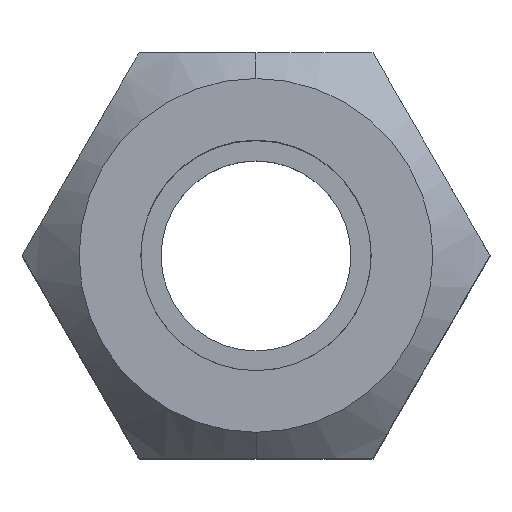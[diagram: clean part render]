
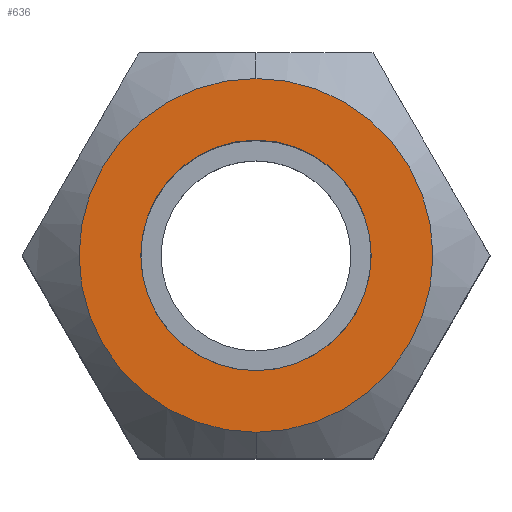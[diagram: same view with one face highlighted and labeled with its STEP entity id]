
A CAD part, top view. The second image highlights one B-rep face of the part: STEP entity #636.
In plain terms, the highlighted face is planar.
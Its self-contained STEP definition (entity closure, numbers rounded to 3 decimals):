
#543 = VERTEX_POINT ( 'NONE', #1837 ) ;
#544 = VERTEX_POINT ( 'NONE', #1821 ) ;
#556 = EDGE_CURVE ( 'NONE', #543, #544, #1853, .T. ) ;
#594 = EDGE_CURVE ( 'NONE', #595, #596, #1966, .T. ) ;
#595 = VERTEX_POINT ( 'NONE', #1957 ) ;
#596 = VERTEX_POINT ( 'NONE', #1956 ) ;
#636 = ADVANCED_FACE ( 'NONE', ( #2036, #2035 ), #2034, .F. ) ;
#637 = EDGE_LOOP ( 'NONE', ( #638, #640 ) ) ;
#638 = ORIENTED_EDGE ( 'NONE', *, *, #639, .T. ) ;
#639 = EDGE_CURVE ( 'NONE', #596, #595, #2092, .T. ) ;
#640 = ORIENTED_EDGE ( 'NONE', *, *, #594, .T. ) ;
#641 = EDGE_LOOP ( 'NONE', ( #642, #643 ) ) ;
#642 = ORIENTED_EDGE ( 'NONE', *, *, #556, .F. ) ;
#643 = ORIENTED_EDGE ( 'NONE', *, *, #644, .F. ) ;
#644 = EDGE_CURVE ( 'NONE', #544, #543, #2087, .T. ) ;
#1821 = CARTESIAN_POINT ( 'NONE',  ( 0., 13.97, -27. ) ) ;
#1837 = CARTESIAN_POINT ( 'NONE',  ( 0., -13.97, -27. ) ) ;
#1852 = AXIS2_PLACEMENT_3D ( 'NONE', #1856, #1898, #1897 ) ;
#1853 = CIRCLE ( 'NONE', #1852, 13.97 ) ;
#1856 = CARTESIAN_POINT ( 'NONE',  ( 0., 0., -27. ) ) ;
#1897 = DIRECTION ( 'NONE',  ( 0., -1., 0. ) ) ;
#1898 = DIRECTION ( 'NONE',  ( 0., 0., 1. ) ) ;
#1956 = CARTESIAN_POINT ( 'NONE',  ( 0., -9.1, -27. ) ) ;
#1957 = CARTESIAN_POINT ( 'NONE',  ( 0., 9.1, -27. ) ) ;
#1958 = DIRECTION ( 'NONE',  ( 0., -1., 0. ) ) ;
#1959 = DIRECTION ( 'NONE',  ( 0., 0., 1. ) ) ;
#1960 = CARTESIAN_POINT ( 'NONE',  ( 0., 0., -27. ) ) ;
#1961 = AXIS2_PLACEMENT_3D ( 'NONE', #1960, #1959, #1958 ) ;
#1966 = CIRCLE ( 'NONE', #1961, 9.1 ) ;
#2031 = DIRECTION ( 'NONE',  ( 0., 0., 1. ) ) ;
#2032 = AXIS2_PLACEMENT_3D ( 'NONE', #2033, #2031, #2093 ) ;
#2033 = CARTESIAN_POINT ( 'NONE',  ( 0., 18.475, -27. ) ) ;
#2034 = PLANE ( 'NONE',  #2032 ) ;
#2035 = FACE_OUTER_BOUND ( 'NONE', #641, .T. ) ;
#2036 = FACE_BOUND ( 'NONE', #637, .T. ) ;
#2083 = DIRECTION ( 'NONE',  ( 0., -1., 0. ) ) ;
#2084 = DIRECTION ( 'NONE',  ( 0., 0., 1. ) ) ;
#2085 = CARTESIAN_POINT ( 'NONE',  ( 0., 0., -27. ) ) ;
#2086 = AXIS2_PLACEMENT_3D ( 'NONE', #2085, #2084, #2083 ) ;
#2087 = CIRCLE ( 'NONE', #2086, 13.97 ) ;
#2088 = DIRECTION ( 'NONE',  ( 0., -1., 0. ) ) ;
#2089 = DIRECTION ( 'NONE',  ( 0., 0., 1. ) ) ;
#2090 = CARTESIAN_POINT ( 'NONE',  ( 0., 0., -27. ) ) ;
#2091 = AXIS2_PLACEMENT_3D ( 'NONE', #2090, #2089, #2088 ) ;
#2092 = CIRCLE ( 'NONE', #2091, 9.1 ) ;
#2093 = DIRECTION ( 'NONE',  ( 0., -1., 0. ) ) ;
